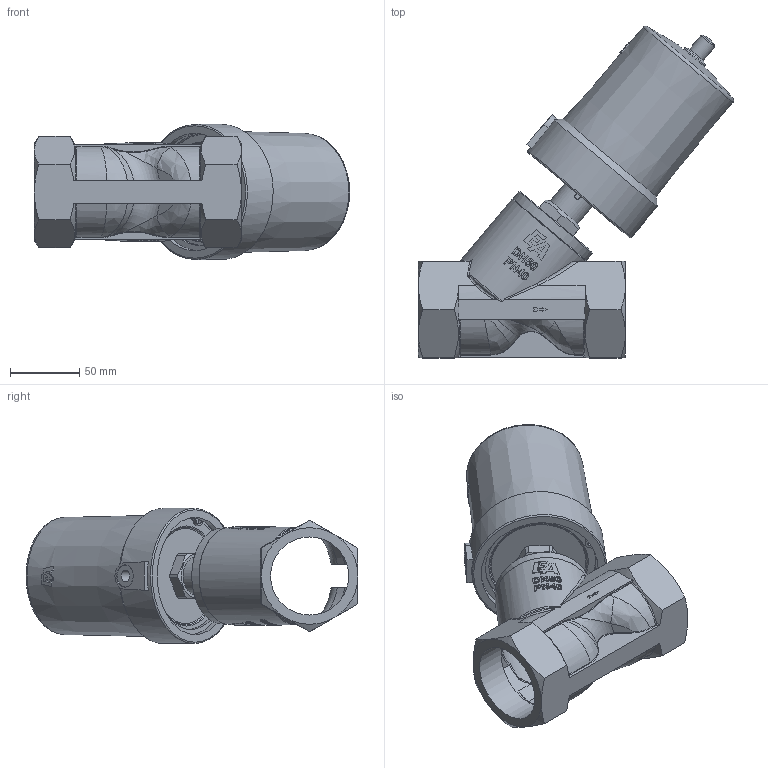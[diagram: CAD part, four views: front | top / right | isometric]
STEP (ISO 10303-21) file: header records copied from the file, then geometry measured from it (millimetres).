
FILE_DESCRIPTION(/* description */ ('Druckgest. Ventil 2"'),/* implementation_level */ '2;1');
FILE_NAME(/* name */ 'DG2D3122050_OS.stp',/* time_stamp */ '2022-01-27T11:40:25+01:00',/* author */ ('hois'),/* organization */ (''),/* preprocessor_version */ 'ST-DEVELOPER v18.1',/* originating_system */ 'Autodesk Inventor 2020',/* authorisation */ '');
FILE_SCHEMA (('AUTOMOTIVE_DESIGN { 1 0 10303 214 3 1 1 }'));
Length unit declared in the file: millimetre
Products named in the file (7): DG2D3122050; GGS0050.26.0013-K-GM; ETG0050.13.0023; DER0850.06.0099; DIN0472-88x3; SZY0800.24.0082; VST1415.08.0013
Assembly tree (6 placements, depth 2):
  DG2D3122050
    GGS0050.26.0013-K-GM
    ETG0050.13.0023
    DER0850.06.0099
    DIN0472-88x3
    SZY0800.24.0082
    VST1415.08.0013
Bounding box: 228.43 x 240.54 x 98 mm (x, y, z)
Volume: 819730.3 mm3; surface area: 181048.8 mm2
Topology: 6 solids, 6 shells, 655 faces, 1766 edges, 1169 vertices
Faces by surface type: plane 285, bspline 197, cylinder 115, cone 38, torus 19, sphere 1
Full cylindrical faces by diameter (mm): 1.5 x1, 3.5 x2, 4 x1, 8.376 x1, 8.7 x1, 12 x2, 12.376 x1, 13 x1, 14 x2, 16 x1, 20 x2, 23.5 x1, 24.5 x1, 26 x2, 56.656 x3, 60 x1, 69.5 x1, 80 x1, 82 x1, 85 x3, 88.5 x1, 98 x1
Entity records: 28800 total; most frequent: CARTESIAN_POINT 13103, ORIENTED_EDGE 3506, DIRECTION 2786, EDGE_CURVE 1753, VERTEX_POINT 1169, AXIS2_PLACEMENT_3D 1054, EDGE_LOOP 730, LINE 678
